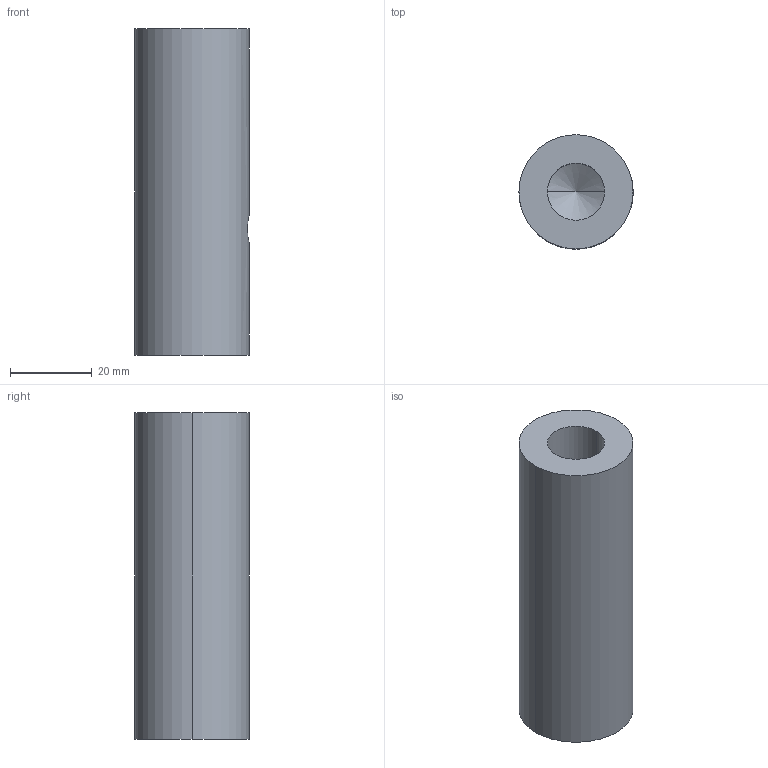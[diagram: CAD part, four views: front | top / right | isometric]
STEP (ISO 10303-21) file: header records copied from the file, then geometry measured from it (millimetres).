
FILE_DESCRIPTION (( 'STEP AP214' ), '1' );
FILE_NAME ('5408024.stp', '2018-01-03T12:54:18', ( '' ), ( '' ), 'SwSTEP 2.0', 'SolidWorks 2016', '' );
FILE_SCHEMA (( 'AUTOMOTIVE_DESIGN' ));
Length unit declared in the file: millimetre
Products named in the file (1): 5408024
Bounding box: 28 x 28 x 80 mm (x, y, z)
Volume: 33081.6 mm3; surface area: 11650.3 mm2
Topology: 1 solids, 1 shells, 22 faces, 51 edges, 28 vertices
Faces by surface type: cylinder 12, cone 6, plane 3, bspline 1
Entity records: 895 total; most frequent: CARTESIAN_POINT 357, DIRECTION 105, ORIENTED_EDGE 94, EDGE_CURVE 47, AXIS2_PLACEMENT_3D 42, VERTEX_POINT 28, EDGE_LOOP 25, FACE_OUTER_BOUND 22
